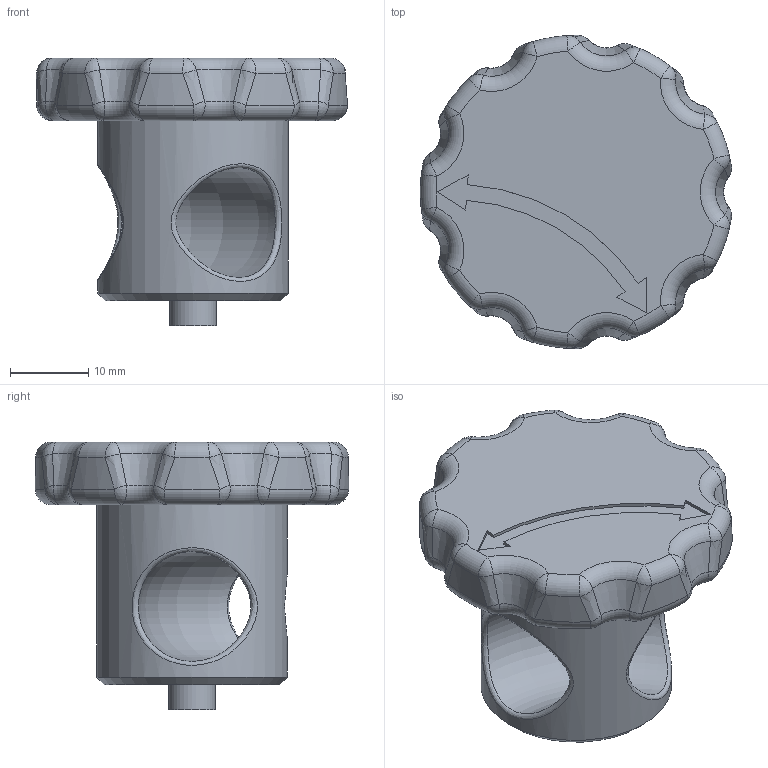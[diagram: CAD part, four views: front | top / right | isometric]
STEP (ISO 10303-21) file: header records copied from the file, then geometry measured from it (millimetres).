
FILE_DESCRIPTION(/* description */ (''),/* implementation_level */ '2;1');
FILE_NAME(/* name */ '3WayValveCock_v003.stp',/* time_stamp */ '2020-03-19T12:07:32-07:00',/* author */ ('paddy'),/* organization */ (''),/* preprocessor_version */ 'ST-DEVELOPER v18',/* originating_system */ 'Autodesk Inventor 2020',/* authorisation */ '');
FILE_SCHEMA (('AUTOMOTIVE_DESIGN { 1 0 10303 214 3 1 1 }'));
Length unit declared in the file: millimetre
Products named in the file (1): 3 Way Tee Valve
Bounding box: 39.73 x 40 x 34.2 mm (x, y, z)
Volume: 16735.9 mm3; surface area: 5570.2 mm2
Topology: 1 solids, 1 shells, 234 faces, 566 edges, 343 vertices
Faces by surface type: bspline 99, plane 38, torus 37, sphere 36, cylinder 14, cone 10
Full cylindrical faces by diameter (mm): 2.5 x1, 6 x1, 24.35 x1
Entity records: 8646 total; most frequent: CARTESIAN_POINT 3587, ORIENTED_EDGE 1132, DIRECTION 836, EDGE_CURVE 566, VERTEX_POINT 343, AXIS2_PLACEMENT_3D 336, EDGE_LOOP 245, FACE_OUTER_BOUND 234
